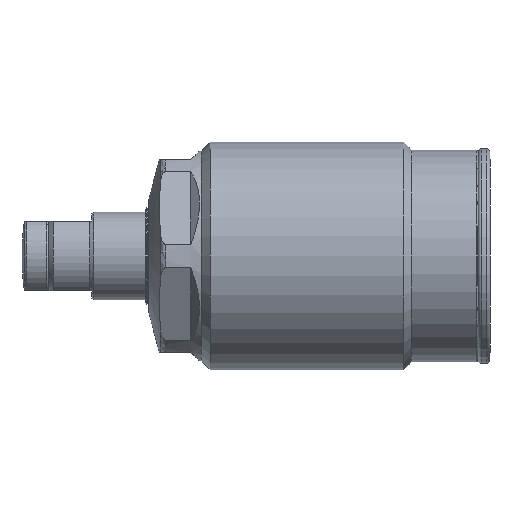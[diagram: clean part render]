
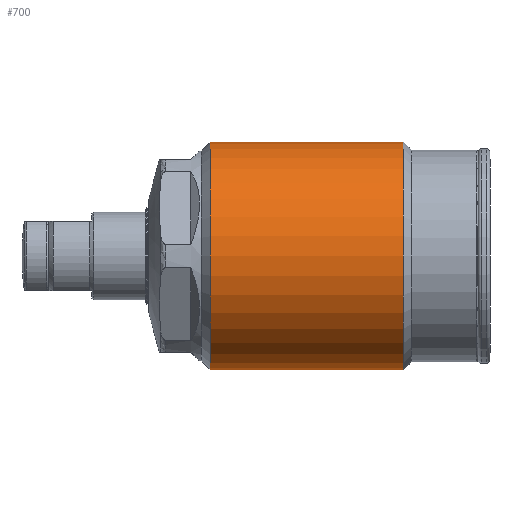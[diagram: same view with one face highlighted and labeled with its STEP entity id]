
A CAD part, left-side view. The second image highlights one B-rep face of the part: STEP entity #700.
In plain terms, the highlighted cylindrical face has radius 13 mm (diameter 26 mm), a partial arc.
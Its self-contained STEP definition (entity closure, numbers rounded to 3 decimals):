
#345=CYLINDRICAL_SURFACE('',#3077,13.);
#424=LINE('',#4780,#528);
#425=LINE('',#4781,#529);
#528=VECTOR('',#3721,1.);
#529=VECTOR('',#3722,1.);
#700=ADVANCED_FACE('',(#922),#345,.T.);
#922=FACE_OUTER_BOUND('',#1100,.T.);
#1100=EDGE_LOOP('',(#1762,#1763,#1764,#1765));
#1762=ORIENTED_EDGE('',*,*,#2375,.F.);
#1763=ORIENTED_EDGE('',*,*,#2462,.T.);
#1764=ORIENTED_EDGE('',*,*,#2376,.T.);
#1765=ORIENTED_EDGE('',*,*,#2463,.F.);
#2063=VERTEX_POINT('',#4772);
#2064=VERTEX_POINT('',#4774);
#2065=VERTEX_POINT('',#4778);
#2066=VERTEX_POINT('',#4779);
#2375=EDGE_CURVE('',#2066,#2064,#424,.T.);
#2376=EDGE_CURVE('',#2065,#2063,#425,.T.);
#2462=EDGE_CURVE('',#2066,#2065,#2702,.T.);
#2463=EDGE_CURVE('',#2064,#2063,#2703,.T.);
#2702=CIRCLE('',#3074,13.);
#2703=CIRCLE('',#3076,13.);
#3074=AXIS2_PLACEMENT_3D('',#5139,#3941,#3942);
#3076=AXIS2_PLACEMENT_3D('',#5141,#3945,#3946);
#3077=AXIS2_PLACEMENT_3D('',#5142,#3947,#3948);
#3721=DIRECTION('',(0.,1.,0.));
#3722=DIRECTION('',(0.,1.,0.));
#3941=DIRECTION('',(0.,1.,0.));
#3942=DIRECTION('',(0.,0.,1.));
#3945=DIRECTION('',(0.,1.,0.));
#3946=DIRECTION('',(0.,0.,1.));
#3947=DIRECTION('',(0.,1.,0.));
#3948=DIRECTION('',(0.,0.,1.));
#4772=CARTESIAN_POINT('',(0.,35.766,13.));
#4774=CARTESIAN_POINT('',(0.,35.766,-13.));
#4778=CARTESIAN_POINT('',(0.,13.666,13.));
#4779=CARTESIAN_POINT('',(0.,13.666,-13.));
#4780=CARTESIAN_POINT('',(0.,60.264,-13.));
#4781=CARTESIAN_POINT('',(0.,60.264,13.));
#5139=CARTESIAN_POINT('',(0.,13.666,0.));
#5141=CARTESIAN_POINT('',(0.,35.766,0.));
#5142=CARTESIAN_POINT('',(0.,60.264,0.));
